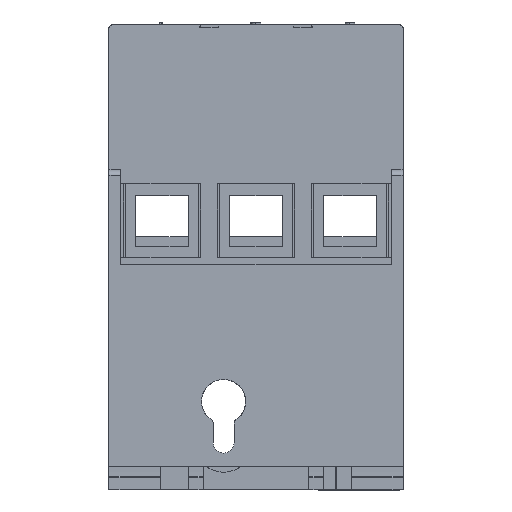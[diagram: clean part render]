
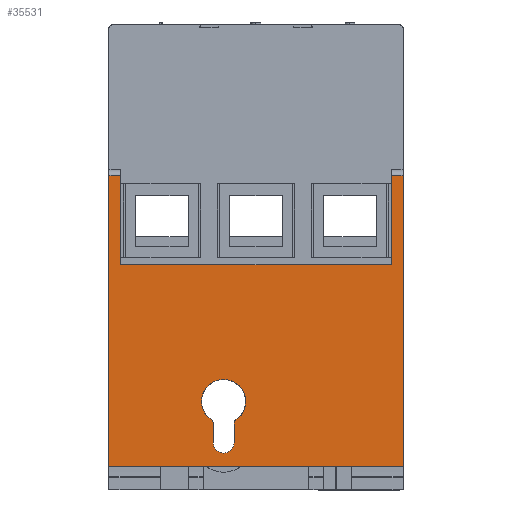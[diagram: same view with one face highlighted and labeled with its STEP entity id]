
A CAD part, top view. The second image highlights one B-rep face of the part: STEP entity #35531.
In plain terms, the highlighted planar face has unit normal (0, 0, 1).
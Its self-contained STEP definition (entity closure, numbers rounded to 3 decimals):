
#18291=DIRECTION('',(1.,0.,0.));
#18292=VECTOR('',#18291,46.);
#18293=CARTESIAN_POINT('',(-36.267,13.343,91.375));
#18294=LINE('',#18293,#18292);
#19617=DIRECTION('',(0.,1.,0.));
#19618=VECTOR('',#19617,49.4);
#19619=CARTESIAN_POINT('',(-38.267,-20.909,91.375));
#19620=LINE('',#19619,#19618);
#19773=DIRECTION('',(-1.,0.,0.));
#19774=VECTOR('',#19773,50.);
#19775=CARTESIAN_POINT('',(11.733,-20.909,91.375));
#19776=LINE('',#19775,#19774);
#21541=DIRECTION('',(-1.,0.,0.));
#21542=VECTOR('',#21541,2.);
#21543=CARTESIAN_POINT('',(-36.267,28.491,91.375));
#21544=LINE('',#21543,#21542);
#21548=DIRECTION('',(0.,1.,0.));
#21549=VECTOR('',#21548,15.148);
#21550=CARTESIAN_POINT('',(-36.267,13.343,91.375));
#21551=LINE('',#21550,#21549);
#21555=DIRECTION('',(0.,-1.,0.));
#21556=VECTOR('',#21555,15.148);
#21557=CARTESIAN_POINT('',(9.733,28.491,91.375));
#21558=LINE('',#21557,#21556);
#21562=DIRECTION('',(-1.,0.,0.));
#21563=VECTOR('',#21562,2.);
#21564=CARTESIAN_POINT('',(11.733,28.491,91.375));
#21565=LINE('',#21564,#21563);
#21569=DIRECTION('',(0.,1.,0.));
#21570=VECTOR('',#21569,49.4);
#21571=CARTESIAN_POINT('',(11.733,-20.909,91.375));
#21572=LINE('',#21571,#21570);
#21576=CARTESIAN_POINT('',(-18.767,-16.909,91.375));
#21577=DIRECTION('',(0.,0.,-1.));
#21578=DIRECTION('',(1.,0.,0.));
#21579=AXIS2_PLACEMENT_3D('',#21576,#21577,#21578);
#21584=DIRECTION('',(0.,-1.,0.));
#21585=VECTOR('',#21584,3.349);
#21586=CARTESIAN_POINT('',(-16.992,-13.56,91.375));
#21587=LINE('',#21586,#21585);
#21591=CARTESIAN_POINT('',(-16.379,-13.56,91.375));
#21592=DIRECTION('',(0.,0.,1.));
#21593=DIRECTION('',(-0.547,0.837,0.));
#21594=AXIS2_PLACEMENT_3D('',#21591,#21592,#21593);
#21599=CARTESIAN_POINT('',(-18.767,-9.909,91.375));
#21600=DIRECTION('',(0.,0.,-1.));
#21601=DIRECTION('',(1.,0.,0.));
#21602=AXIS2_PLACEMENT_3D('',#21599,#21600,#21601);
#21607=CARTESIAN_POINT('',(-18.767,-9.909,91.375));
#21608=DIRECTION('',(0.,0.,-1.));
#21609=DIRECTION('',(-1.,0.,0.));
#21610=AXIS2_PLACEMENT_3D('',#21607,#21608,#21609);
#21615=CARTESIAN_POINT('',(-18.767,-9.909,91.375));
#21616=DIRECTION('',(0.,0.,-1.));
#21617=DIRECTION('',(-0.547,-0.837,0.));
#21618=AXIS2_PLACEMENT_3D('',#21615,#21616,#21617);
#21623=CARTESIAN_POINT('',(-21.155,-13.56,
91.375));
#21624=DIRECTION('',(0.,0.,1.));
#21625=DIRECTION('',(1.,0.,0.));
#21626=AXIS2_PLACEMENT_3D('',#21623,#21624,#21625);
#21631=DIRECTION('',(0.,1.,0.));
#21632=VECTOR('',#21631,3.349);
#21633=CARTESIAN_POINT('',(-20.542,-16.909,91.375));
#21634=LINE('',#21633,#21632);
#30605=CARTESIAN_POINT('',(-20.542,-13.56,91.375));
#30606=CARTESIAN_POINT('',(-20.819,-13.048,91.375));
#30607=VERTEX_POINT('',#30605);
#30608=VERTEX_POINT('',#30606);
#30991=CARTESIAN_POINT('',(-36.267,13.343,91.375));
#30993=VERTEX_POINT('',#30991);
#31140=CARTESIAN_POINT('',(-38.267,-20.909,91.375));
#31141=CARTESIAN_POINT('',(-38.267,28.491,91.375));
#31142=VERTEX_POINT('',#31140);
#31143=VERTEX_POINT('',#31141);
#31152=CARTESIAN_POINT('',(-22.517,-9.909,91.375));
#31153=VERTEX_POINT('',#31152);
#31226=CARTESIAN_POINT('',(-20.542,-16.909,91.375));
#31227=VERTEX_POINT('',#31226);
#31290=CARTESIAN_POINT('',(-36.267,28.491,91.375));
#31291=VERTEX_POINT('',#31290);
#31368=CARTESIAN_POINT('',(-16.992,-16.909,91.375));
#31369=VERTEX_POINT('',#31368);
#31491=CARTESIAN_POINT('',(-16.992,-13.56,91.375));
#31492=VERTEX_POINT('',#31491);
#31768=CARTESIAN_POINT('',(11.733,-20.909,91.375));
#31769=CARTESIAN_POINT('',(11.733,28.491,91.375));
#31770=VERTEX_POINT('',#31768);
#31771=VERTEX_POINT('',#31769);
#31960=CARTESIAN_POINT('',(9.733,28.491,91.375));
#31961=VERTEX_POINT('',#31960);
#32017=CARTESIAN_POINT('',(-15.017,-9.909,91.375));
#32018=VERTEX_POINT('',#32017);
#32027=CARTESIAN_POINT('',(-16.714,-13.048,
91.375));
#32028=VERTEX_POINT('',#32027);
#32151=CARTESIAN_POINT('',(9.733,13.343,91.375));
#32152=VERTEX_POINT('',#32151);
#35496=CARTESIAN_POINT('',(-38.267,-20.909,91.375));
#35497=DIRECTION('',(0.,0.,1.));
#35498=DIRECTION('',(1.,0.,0.));
#35499=AXIS2_PLACEMENT_3D('',#35496,#35497,#35498);
#35500=PLANE('',#35499);
#35501=ORIENTED_EDGE('',*,*,#33503,.T.);
#35502=ORIENTED_EDGE('',*,*,#33342,.T.);
#35504=ORIENTED_EDGE('',*,*,#35503,.F.);
#35505=ORIENTED_EDGE('',*,*,#35474,.F.);
#35506=ORIENTED_EDGE('',*,*,#32668,.T.);
#35507=ORIENTED_EDGE('',*,*,#32700,.F.);
#35509=ORIENTED_EDGE('',*,*,#35508,.F.);
#35510=ORIENTED_EDGE('',*,*,#33531,.F.);
#35511=EDGE_LOOP('',(#35501,#35502,#35504,#35505,#35506,#35507,#35509,#35510));
#35512=FACE_OUTER_BOUND('',#35511,.F.);
#35514=ORIENTED_EDGE('',*,*,#35513,.F.);
#35516=ORIENTED_EDGE('',*,*,#35515,.F.);
#35518=ORIENTED_EDGE('',*,*,#35517,.F.);
#35520=ORIENTED_EDGE('',*,*,#35519,.F.);
#35522=ORIENTED_EDGE('',*,*,#35521,.F.);
#35524=ORIENTED_EDGE('',*,*,#35523,.F.);
#35526=ORIENTED_EDGE('',*,*,#35525,.F.);
#35528=ORIENTED_EDGE('',*,*,#35527,.F.);
#35529=EDGE_LOOP('',(#35514,#35516,#35518,#35520,#35522,#35524,#35526,#35528));
#35530=FACE_BOUND('',#35529,.F.);
#21580=CIRCLE('',#21579,1.775);
#21595=CIRCLE('',#21594,0.613);
#21603=CIRCLE('',#21602,3.75);
#21611=CIRCLE('',#21610,3.75);
#21619=CIRCLE('',#21618,3.75);
#21627=CIRCLE('',#21626,0.613);
#32668=EDGE_CURVE('',#30993,#32152,#18294,.T.);
#32700=EDGE_CURVE('',#31961,#32152,#21558,.T.);
#33342=EDGE_CURVE('',#31142,#31143,#19620,.T.);
#33503=EDGE_CURVE('',#31770,#31142,#19776,.T.);
#33531=EDGE_CURVE('',#31770,#31771,#21572,.T.);
#35474=EDGE_CURVE('',#30993,#31291,#21551,.T.);
#35503=EDGE_CURVE('',#31291,#31143,#21544,.T.);
#35508=EDGE_CURVE('',#31771,#31961,#21565,.T.);
#35513=EDGE_CURVE('',#31369,#31227,#21580,.T.);
#35515=EDGE_CURVE('',#31492,#31369,#21587,.T.);
#35517=EDGE_CURVE('',#32028,#31492,#21595,.T.);
#35519=EDGE_CURVE('',#32018,#32028,#21603,.T.);
#35521=EDGE_CURVE('',#31153,#32018,#21611,.T.);
#35523=EDGE_CURVE('',#30608,#31153,#21619,.T.);
#35525=EDGE_CURVE('',#30607,#30608,#21627,.T.);
#35527=EDGE_CURVE('',#31227,#30607,#21634,.T.);
#35531=ADVANCED_FACE('',(#35512,#35530),#35500,.T.);
